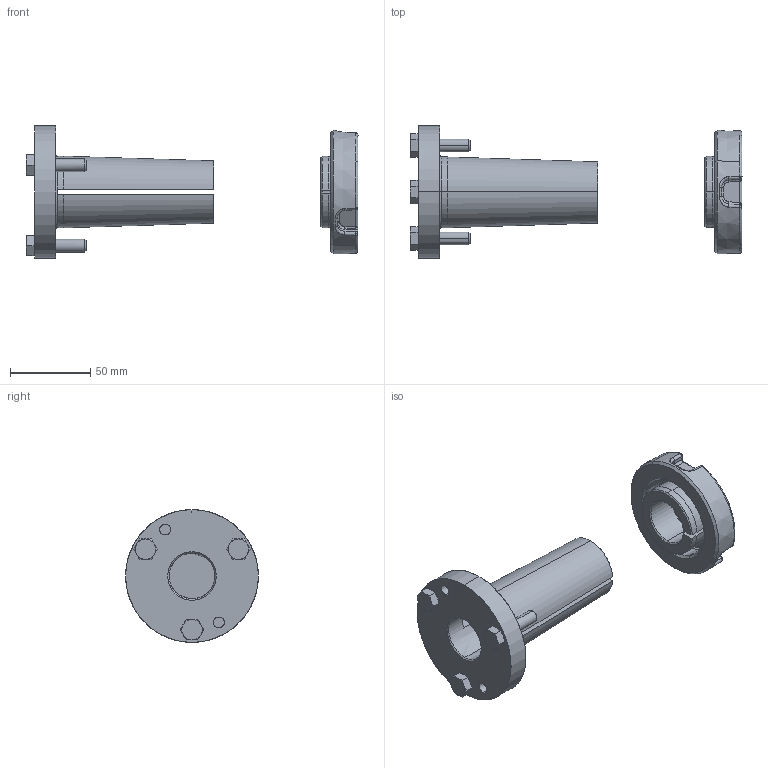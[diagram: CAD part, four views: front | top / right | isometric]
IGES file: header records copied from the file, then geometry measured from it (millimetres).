
Start section: SolidWorks IGES file using analytic representation for surfaces
Global section: file name: 10107TB07241636444699.igs; native system: SolidWorks 2017; preprocessor: SolidWorks 2017; author: partstream; date: 170724.163702; units: inch
Bounding box: 206.38 x 82.55 x 82.55 mm (x, y, z)
Surface area: 64802.1 mm2 (no closed solid volume)
Topology: 0 solids, 0 shells, 289 faces, 3861 edges, 3849 vertices
Faces by surface type: bspline 155, revolution 134
